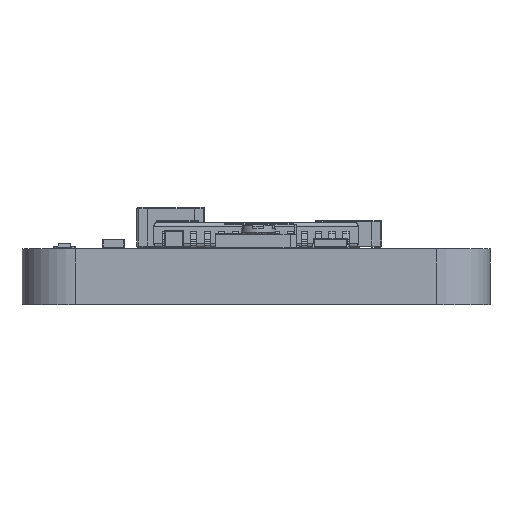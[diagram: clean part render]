
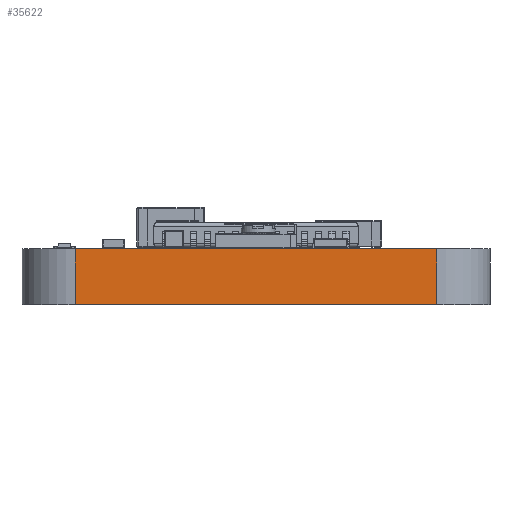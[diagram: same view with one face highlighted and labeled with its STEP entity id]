
A CAD part, left-side view. The second image highlights one B-rep face of the part: STEP entity #35622.
In plain terms, the highlighted planar face has unit normal (-1, 0, 0).
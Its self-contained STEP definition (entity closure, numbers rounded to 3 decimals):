
#34787 = VERTEX_POINT('',#34788);
#34788 = CARTESIAN_POINT('',(0.,19.5,0.));
#34795 = EDGE_CURVE('',#34796,#34787,#34798,.T.);
#34796 = VERTEX_POINT('',#34797);
#34797 = CARTESIAN_POINT('',(0.,2.5,0.));
#34798 = LINE('',#34799,#34800);
#34799 = CARTESIAN_POINT('',(0.,2.5,0.));
#34800 = VECTOR('',#34801,1.);
#34801 = DIRECTION('',(0.,1.,0.));
#35191 = VERTEX_POINT('',#35192);
#35192 = CARTESIAN_POINT('',(0.,19.5,2.63));
#35199 = EDGE_CURVE('',#35200,#35191,#35202,.T.);
#35200 = VERTEX_POINT('',#35201);
#35201 = CARTESIAN_POINT('',(0.,2.5,2.63));
#35202 = LINE('',#35203,#35204);
#35203 = CARTESIAN_POINT('',(0.,2.5,2.63));
#35204 = VECTOR('',#35205,1.);
#35205 = DIRECTION('',(0.,1.,0.));
#35592 = EDGE_CURVE('',#34787,#35191,#35593,.T.);
#35593 = LINE('',#35594,#35595);
#35594 = CARTESIAN_POINT('',(0.,19.5,0.));
#35595 = VECTOR('',#35596,1.);
#35596 = DIRECTION('',(0.,0.,1.));
#35622 = ADVANCED_FACE('',(#35623),#35634,.T.);
#35623 = FACE_BOUND('',#35624,.T.);
#35624 = EDGE_LOOP('',(#35625,#35631,#35632,#35633));
#35625 = ORIENTED_EDGE('',*,*,#35626,.T.);
#35626 = EDGE_CURVE('',#34796,#35200,#35627,.T.);
#35627 = LINE('',#35628,#35629);
#35628 = CARTESIAN_POINT('',(0.,2.5,0.));
#35629 = VECTOR('',#35630,1.);
#35630 = DIRECTION('',(0.,0.,1.));
#35631 = ORIENTED_EDGE('',*,*,#35199,.T.);
#35632 = ORIENTED_EDGE('',*,*,#35592,.F.);
#35633 = ORIENTED_EDGE('',*,*,#34795,.F.);
#35634 = PLANE('',#35635);
#35635 = AXIS2_PLACEMENT_3D('',#35636,#35637,#35638);
#35636 = CARTESIAN_POINT('',(0.,2.5,0.));
#35637 = DIRECTION('',(-1.,0.,0.));
#35638 = DIRECTION('',(0.,1.,0.));
